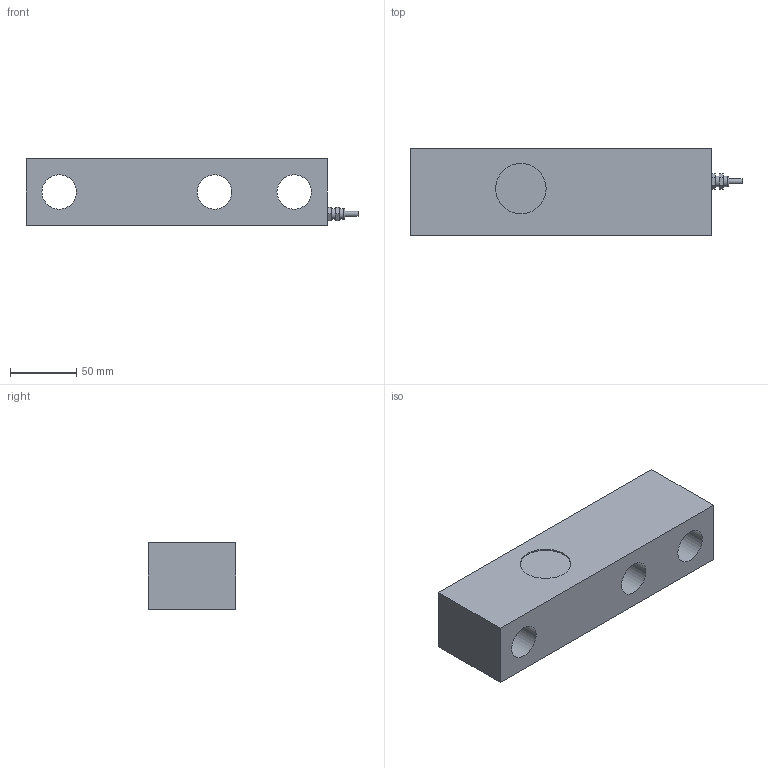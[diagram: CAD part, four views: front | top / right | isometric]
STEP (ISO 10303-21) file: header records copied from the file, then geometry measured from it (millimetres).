
FILE_DESCRIPTION(/* description */ (''),/* implementation_level */ '2;1');
FILE_NAME(/* name */ '563YHFK-10t v2.step',/* time_stamp */ '2020-02-06T09:17:56-08:00',/* author */ (''),/* organization */ (''),/* preprocessor_version */ 'ST-DEVELOPER v18',/* originating_system */ 'Autodesk Translation Framework v8.12.0.6',/* authorisation */ '');
FILE_SCHEMA (('AUTOMOTIVE_DESIGN { 1 0 10303 214 3 1 1 }'));
Length unit declared in the file: millimetre
Products named in the file (2): 563YHFK-10t; Connector v2
Assembly tree (1 placements, depth 2):
  563YHFK-10t
    Connector v2
Bounding box: 250.03 x 66 x 50 mm (x, y, z)
Volume: 642371.2 mm3; surface area: 73525.7 mm2
Topology: 2 solids, 2 shells, 39 faces, 84 edges, 56 vertices
Faces by surface type: plane 27, cylinder 10, torus 1, cone 1
Full cylindrical faces by diameter (mm): 3.8 x1, 8 x4, 26 x3, 38 x2
Entity records: 1123 total; most frequent: DIRECTION 191, CARTESIAN_POINT 181, ORIENTED_EDGE 166, EDGE_CURVE 83, AXIS2_PLACEMENT_3D 66, LINE 59, VECTOR 59, VERTEX_POINT 56
